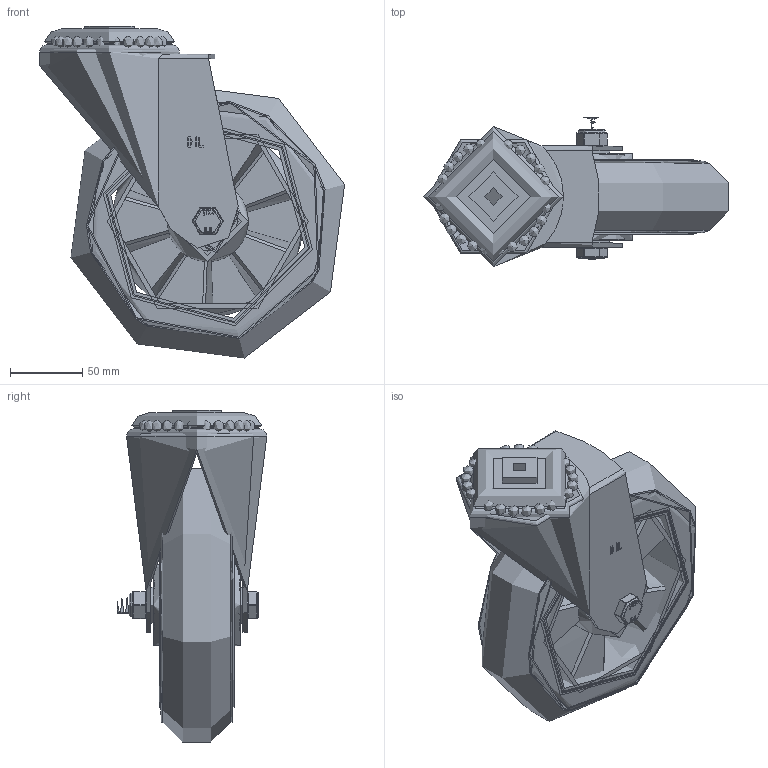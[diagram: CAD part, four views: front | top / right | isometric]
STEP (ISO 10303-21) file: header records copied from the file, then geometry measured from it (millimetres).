
FILE_DESCRIPTION(/* description */ ('','CAx-IF Rec.Pracs.---Representation and Presentation of Product Manufacturing Information (PMI)---4.0---2014-10-13'),/* implementation_level */ '2;1');
FILE_NAME(/* name */ 'BZMM200SRERGBJBH12.step',/* time_stamp */ '2025-01-03T11:35:30Z',/* author */ (''),/* organization */ (''),/* preprocessor_version */ 'ST-DEVELOPER v20',/* originating_system */ 'Autodesk Translation Framework v13.20.0.188',/* authorisation */ '');
FILE_SCHEMA (('AP242_MANAGED_MODEL_BASED_3D_ENGINEERING_MIM_LF { 1 0 10303 442 1 1 4 }'));
Length unit declared in the file: millimetre
Products named in the file (33): BZMM200SRERGBJBH12; BZMM200ASBH12 - 64 v1; ZINC PLATED, PRESSED STEEL HEAD; ZINC PLATED, PRESSED STEEL HEAD Geometry; BALL BEARINGS; BALL BEARINGS2; Component2; Component1; ZINC PLATED, PRESSED STEEL FORKS; BZH200WSRERGBJM20 v1; 55 SHORE A ELASTIC NATURAL RUBBER TYRE; ALUMINIUM RIM; ALUMINIUM RIM Geometry; BEARING SPACER; BEARING6204; BALL BEARINGS (1); BEARING6204 (1); BALL BEARINGS (1) (1); Component3; INNER; OUTER; MIDDLE; RUBBER; TH20X2X12 v1; ZINC PLATED HEADED SPACER; TH20X2X12 v1 (1); ZINC PLATED HEADED SPACER (1); HEXBOLTM12X90Z8.8 v2; GRADE 8.8 ZINC PLATED BOLT; NYLOCM12Z v1; NYLOC NUT; NUT; RUBBER (1)
Assembly tree (94 placements, depth 6):
  BZMM200SRERGBJBH12
    BZMM200ASBH12 - 64 v1
      ZINC PLATED, PRESSED STEEL HEAD
        ZINC PLATED, PRESSED STEEL HEAD Geometry
        BALL BEARINGS
          Component1  x25
          BALL BEARINGS2
            Component2  x20
      ZINC PLATED, PRESSED STEEL FORKS
    BZH200WSRERGBJM20 v1
      55 SHORE A ELASTIC NATURAL RUBBER TYRE
      ALUMINIUM RIM
        ALUMINIUM RIM Geometry
        BEARING SPACER
      BEARING6204
        INNER
        OUTER
        BALL BEARINGS (1)
          Component3  x8
        MIDDLE
        RUBBER
      BEARING6204 (1)
        BALL BEARINGS (1) (1)
          Component3  x8
        INNER
        OUTER
        MIDDLE
        RUBBER
    TH20X2X12 v1
      ZINC PLATED HEADED SPACER
    TH20X2X12 v1 (1)
      ZINC PLATED HEADED SPACER (1)
    HEXBOLTM12X90Z8.8 v2
      GRADE 8.8 ZINC PLATED BOLT
    NYLOCM12Z v1
      NYLOC NUT
        NUT
        RUBBER (1)
Bounding box: 211.18 x 103.5 x 229.68 mm (x, y, z)
Volume: 1033567.6 mm3; surface area: 327377.7 mm2
Topology: 81 solids, 81 shells, 1156 faces, 2944 edges, 1953 vertices
Faces by surface type: plane 439, bspline 375, cylinder 205, sphere 111, torus 18, cone 8
Full cylindrical faces by diameter (mm): 9.836 x16, 11.834 x16, 12 x3, 12.2 x3, 12.3 x2, 14 x2, 17.75 x1, 18.5 x1, 19.8 x2, 20 x3, 24 x2, 25 x2, 27 x2, 28.5 x8, 30.8 x4, 31.3 x4, 34 x1, 39 x1, 40.3 x4, 40.5 x4, 40.8 x4, 42 x11, 47 x4, 51 x1, 56 x1, 56.2 x1, 58 x1, 63 x1, 91 x1, 97 x1
Entity records: 38175 total; most frequent: CARTESIAN_POINT 20354, ORIENTED_EDGE 3708, DIRECTION 3000, EDGE_CURVE 1854, VERTEX_POINT 1233, AXIS2_PLACEMENT_3D 1127, EDGE_LOOP 901, FACE_OUTER_BOUND 754
